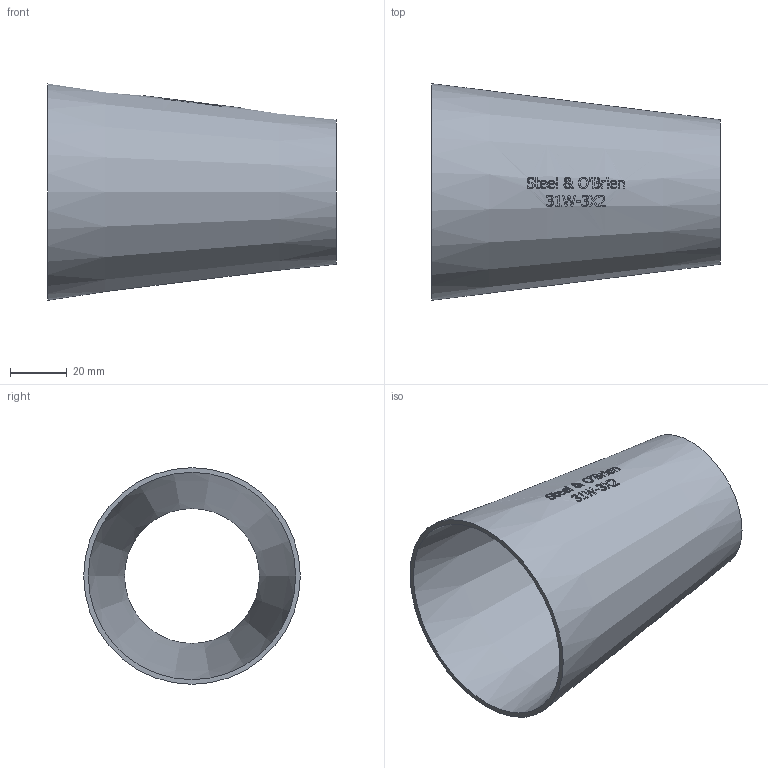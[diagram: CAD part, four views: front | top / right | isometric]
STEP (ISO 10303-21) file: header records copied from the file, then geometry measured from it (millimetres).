
FILE_DESCRIPTION(/* description */ (''),/* implementation_level */ '2;1');
FILE_NAME(/* name */ '31W-3X2.stp',/* time_stamp */ '2019-07-26T16:21:07-04:00',/* author */ ('rick'),/* organization */ (''),/* preprocessor_version */ 'ST-DEVELOPER v15.2',/* originating_system */ 'Autodesk Inventor 2014',/* authorisation */ '');
FILE_SCHEMA (('AUTOMOTIVE_DESIGN { 1 0 10303 214 3 1 1 }'));
Length unit declared in the file: inch
Products named in the file (1): 31W-3X2
Bounding box: 101.6 x 76.2 x 76.2 mm (x, y, z)
Volume: 32584.2 mm3; surface area: 40471.4 mm2
Topology: 1 solids, 1 shells, 343 faces, 936 edges, 624 vertices
Faces by surface type: bspline 169, plane 143, cone 31
Entity records: 13950 total; most frequent: CARTESIAN_POINT 6241, ORIENTED_EDGE 1868, DIRECTION 1094, EDGE_CURVE 934, VERTEX_POINT 624, LINE 436, VECTOR 436, EDGE_LOOP 376
